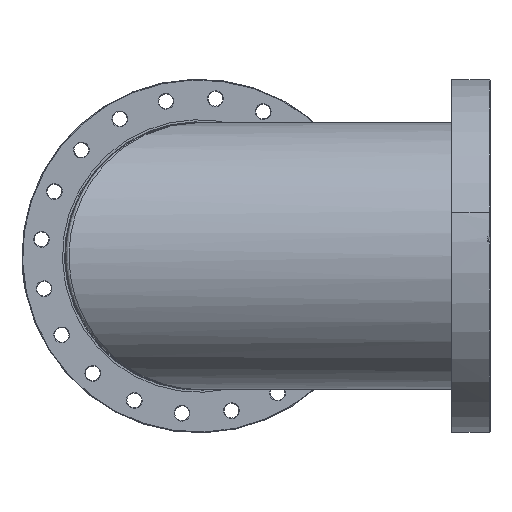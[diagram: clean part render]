
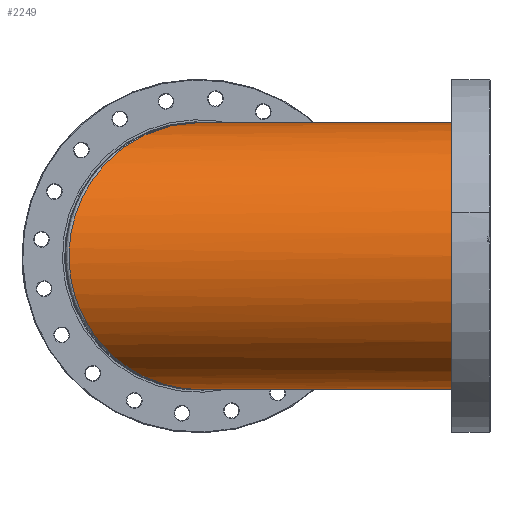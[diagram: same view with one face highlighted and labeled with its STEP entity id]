
A CAD part, left-side view. The second image highlights one B-rep face of the part: STEP entity #2249.
In plain terms, the highlighted cylindrical face has radius 76.2 mm (diameter 152.4 mm), a partial arc.
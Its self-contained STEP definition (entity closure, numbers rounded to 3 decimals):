
#112 = DIRECTION ( 'NONE',  ( 0., -1., 0. ) ) ;
#163 = VERTEX_POINT ( 'NONE', #590 ) ;
#302 = CARTESIAN_POINT ( 'NONE',  ( 0., 154., -76.2 ) ) ;
#392 = LINE ( 'NONE', #2607, #2465 ) ;
#486 = ORIENTED_EDGE ( 'NONE', *, *, #3336, .T. ) ;
#551 = AXIS2_PLACEMENT_3D ( 'NONE', #982, #3854, #3040 ) ;
#590 = CARTESIAN_POINT ( 'NONE',  ( 0., 154., 76.2 ) ) ;
#615 = ORIENTED_EDGE ( 'NONE', *, *, #2830, .F. ) ;
#627 = VERTEX_POINT ( 'NONE', #302 ) ;
#636 = EDGE_CURVE ( 'NONE', #627, #2875, #5098, .T. ) ;
#698 = DIRECTION ( 'NONE',  ( 0., 0., 1. ) ) ;
#958 = CARTESIAN_POINT ( 'NONE',  ( 0., 0., -76.2 ) ) ;
#959 = CARTESIAN_POINT ( 'NONE',  ( 0., 0., 76.2 ) ) ;
#982 = CARTESIAN_POINT ( 'NONE',  ( 0., 369.526, 0. ) ) ;
#999 = EDGE_LOOP ( 'NONE', ( #615, #486, #5057, #1459 ) ) ;
#1300 = CARTESIAN_POINT ( 'NONE',  ( 0., 154., 76.2 ) ) ;
#1459 = ORIENTED_EDGE ( 'NONE', *, *, #1862, .T. ) ;
#1862 = EDGE_CURVE ( 'NONE', #2875, #5004, #1890, .T. ) ;
#1890 = CIRCLE ( 'NONE', #2133, 76.2 ) ;
#2124 = CARTESIAN_POINT ( 'NONE',  ( -152.4, 302.4, -76.2 ) ) ;
#2133 = AXIS2_PLACEMENT_3D ( 'NONE', #4344, #2320, #698 ) ;
#2136 = FACE_OUTER_BOUND ( 'NONE', #999, .T. ) ;
#2249 = ADVANCED_FACE ( 'NONE', ( #2136 ), #2712, .T. ) ;
#2320 = DIRECTION ( 'NONE',  ( 0., 1., 0. ) ) ;
#2378 = DIRECTION ( 'NONE',  ( 0., -1., 0. ) ) ;
#2442 =( BOUNDED_CURVE ( )  B_SPLINE_CURVE ( 3, ( #1300, #3759, #2124, #5012 ),
 .UNSPECIFIED., .F., .T. ) 
 B_SPLINE_CURVE_WITH_KNOTS ( ( 4, 4 ),
 ( 1.571, 4.712 ),
 .UNSPECIFIED. ) 
 CURVE ( )  GEOMETRIC_REPRESENTATION_ITEM ( )  RATIONAL_B_SPLINE_CURVE ( ( 1., 0.333, 0.333, 1. ) ) 
 REPRESENTATION_ITEM ( '' )  );
#2465 = VECTOR ( 'NONE', #112, 1000. ) ;
#2607 = CARTESIAN_POINT ( 'NONE',  ( 0., 369.526, 76.2 ) ) ;
#2712 = CYLINDRICAL_SURFACE ( 'NONE', #551, 76.2 ) ;
#2830 = EDGE_CURVE ( 'NONE', #163, #5004, #392, .T. ) ;
#2875 = VERTEX_POINT ( 'NONE', #958 ) ;
#3040 = DIRECTION ( 'NONE',  ( 0., 0., -1. ) ) ;
#3196 = CARTESIAN_POINT ( 'NONE',  ( 0., 369.526, -76.2 ) ) ;
#3336 = EDGE_CURVE ( 'NONE', #163, #627, #2442, .T. ) ;
#3759 = CARTESIAN_POINT ( 'NONE',  ( -152.4, 302.4, 76.2 ) ) ;
#3854 = DIRECTION ( 'NONE',  ( 0., -1., 0. ) ) ;
#4001 = VECTOR ( 'NONE', #2378, 1000. ) ;
#4344 = CARTESIAN_POINT ( 'NONE',  ( 0., 0., 0. ) ) ;
#5004 = VERTEX_POINT ( 'NONE', #959 ) ;
#5012 = CARTESIAN_POINT ( 'NONE',  ( 0., 154., -76.2 ) ) ;
#5057 = ORIENTED_EDGE ( 'NONE', *, *, #636, .T. ) ;
#5098 = LINE ( 'NONE', #3196, #4001 ) ;
